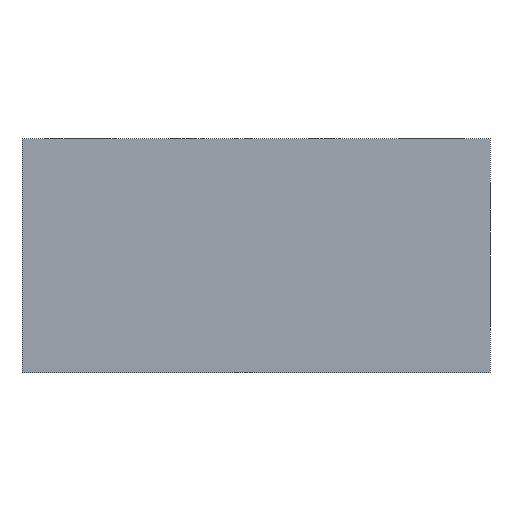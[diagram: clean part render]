
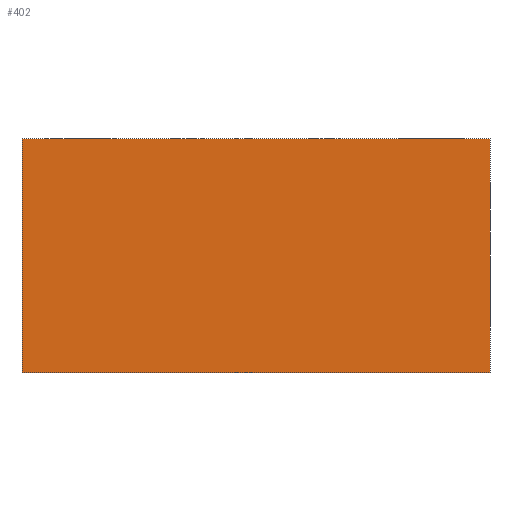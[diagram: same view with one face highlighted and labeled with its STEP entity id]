
A CAD part, front view. The second image highlights one B-rep face of the part: STEP entity #402.
In plain terms, the highlighted planar face has unit normal (0, -1, 0).
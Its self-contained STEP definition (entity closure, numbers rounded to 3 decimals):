
#26 = EDGE_CURVE ( 'NONE', #492, #1302, #1837, .T. ) ;
#76 = VECTOR ( 'NONE', #1425, 1000. ) ;
#162 = AXIS2_PLACEMENT_3D ( 'NONE', #537, #982, #1266 ) ;
#227 = VECTOR ( 'NONE', #286, 1000. ) ;
#268 = LINE ( 'NONE', #435, #787 ) ;
#286 = DIRECTION ( 'NONE',  ( 0., 0., -1. ) ) ;
#358 = VECTOR ( 'NONE', #547, 1000. ) ;
#361 = CARTESIAN_POINT ( 'NONE',  ( 0., 0., 0. ) ) ;
#371 = EDGE_CURVE ( 'NONE', #492, #1180, #434, .T. ) ;
#381 = FACE_OUTER_BOUND ( 'NONE', #1523, .T. ) ;
#402 = ADVANCED_FACE ( 'NONE', ( #381 ), #1748, .F. ) ;
#434 = LINE ( 'NONE', #1616, #227 ) ;
#435 = CARTESIAN_POINT ( 'NONE',  ( 48., 0., 24. ) ) ;
#492 = VERTEX_POINT ( 'NONE', #1434 ) ;
#501 = EDGE_CURVE ( 'NONE', #1180, #1535, #1884, .T. ) ;
#524 = CARTESIAN_POINT ( 'NONE',  ( 0., 0., 24. ) ) ;
#537 = CARTESIAN_POINT ( 'NONE',  ( 0., 0., 24. ) ) ;
#547 = DIRECTION ( 'NONE',  ( 1., 0., 0. ) ) ;
#579 = CARTESIAN_POINT ( 'NONE',  ( 48., 0., 24. ) ) ;
#602 = ORIENTED_EDGE ( 'NONE', *, *, #26, .F. ) ;
#734 = DIRECTION ( 'NONE',  ( 0., 0., -1. ) ) ;
#787 = VECTOR ( 'NONE', #734, 1000. ) ;
#982 = DIRECTION ( 'NONE',  ( 0., 1., 0. ) ) ;
#1180 = VERTEX_POINT ( 'NONE', #361 ) ;
#1258 = CARTESIAN_POINT ( 'NONE',  ( 0., 0., 0. ) ) ;
#1266 = DIRECTION ( 'NONE',  ( 0., 0., 1. ) ) ;
#1271 = ORIENTED_EDGE ( 'NONE', *, *, #371, .T. ) ;
#1283 = EDGE_CURVE ( 'NONE', #1302, #1535, #268, .T. ) ;
#1302 = VERTEX_POINT ( 'NONE', #579 ) ;
#1375 = ORIENTED_EDGE ( 'NONE', *, *, #1283, .F. ) ;
#1425 = DIRECTION ( 'NONE',  ( 1., 0., 0. ) ) ;
#1434 = CARTESIAN_POINT ( 'NONE',  ( 0., 0., 24. ) ) ;
#1523 = EDGE_LOOP ( 'NONE', ( #1911, #1375, #602, #1271 ) ) ;
#1535 = VERTEX_POINT ( 'NONE', #1721 ) ;
#1616 = CARTESIAN_POINT ( 'NONE',  ( 0., 0., 24. ) ) ;
#1721 = CARTESIAN_POINT ( 'NONE',  ( 48., 0., 0. ) ) ;
#1748 = PLANE ( 'NONE',  #162 ) ;
#1837 = LINE ( 'NONE', #524, #76 ) ;
#1884 = LINE ( 'NONE', #1258, #358 ) ;
#1911 = ORIENTED_EDGE ( 'NONE', *, *, #501, .T. ) ;
